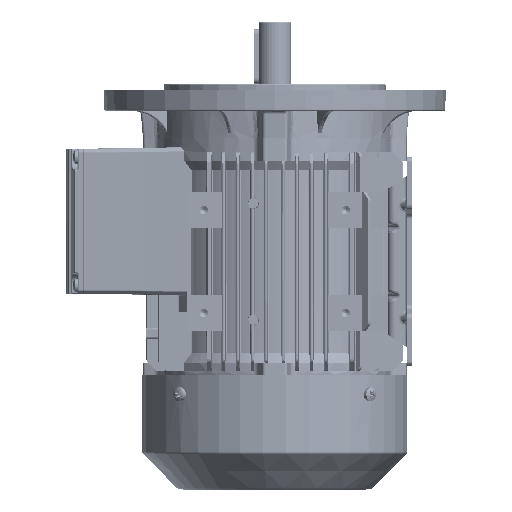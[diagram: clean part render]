
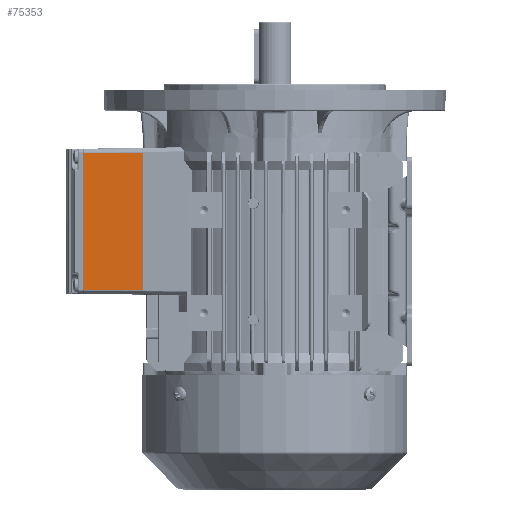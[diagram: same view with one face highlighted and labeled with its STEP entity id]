
A CAD part, left-side view. The second image highlights one B-rep face of the part: STEP entity #75353.
In plain terms, the highlighted planar face has unit normal (-1, 0.009, 0).
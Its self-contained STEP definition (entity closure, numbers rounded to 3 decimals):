
#652 = DIRECTION ( 'NONE',  ( -1., 0.009, 0. ) ) ;
#1007 = VERTEX_POINT ( 'NONE', #21949 ) ;
#1674 = DIRECTION ( 'NONE',  ( -0.009, -1., 0. ) ) ;
#3474 = EDGE_CURVE ( 'NONE', #1007, #136513, #187340, .T. ) ;
#4799 = CARTESIAN_POINT ( 'NONE',  ( -42.5, 112., 136. ) ) ;
#13762 = AXIS2_PLACEMENT_3D ( 'NONE', #4799, #652, #1674 ) ;
#14286 = CARTESIAN_POINT ( 'NONE',  ( -42.497, 112.291, 55.415 ) ) ;
#20404 = FACE_OUTER_BOUND ( 'NONE', #43410, .T. ) ;
#21949 = CARTESIAN_POINT ( 'NONE',  ( -42.803, 77., 135.712 ) ) ;
#37081 = CARTESIAN_POINT ( 'NONE',  ( -42.8, 77., 108.904 ) ) ;
#39942 = VECTOR ( 'NONE', #91526, 1000. ) ;
#43410 = EDGE_LOOP ( 'NONE', ( #66788, #155833, #67897, #156442 ) ) ;
#47225 = VECTOR ( 'NONE', #110135, 1000. ) ;
#57455 = DIRECTION ( 'NONE',  ( 0., 0., -1. ) ) ;
#61576 = CARTESIAN_POINT ( 'NONE',  ( -42.504, 111.504, 136. ) ) ;
#66788 = ORIENTED_EDGE ( 'NONE', *, *, #3474, .T. ) ;
#67897 = ORIENTED_EDGE ( 'NONE', *, *, #157902, .T. ) ;
#75353 = ADVANCED_FACE ( 'NONE', ( #20404 ), #128981, .T. ) ;
#81106 = CARTESIAN_POINT ( 'NONE',  ( -42.504, 111.504, 55.412 ) ) ;
#87811 = VERTEX_POINT ( 'NONE', #81106 ) ;
#91526 = DIRECTION ( 'NONE',  ( -0.009, -1., -0.004 ) ) ;
#107079 = CARTESIAN_POINT ( 'NONE',  ( -42.5, 111.999, 135.586 ) ) ;
#110135 = DIRECTION ( 'NONE',  ( 0.009, 1., -0.004 ) ) ;
#123051 = LINE ( 'NONE', #61576, #191561 ) ;
#128981 = PLANE ( 'NONE',  #13762 ) ;
#129954 = EDGE_CURVE ( 'NONE', #1007, #143755, #152393, .T. ) ;
#130021 = CARTESIAN_POINT ( 'NONE',  ( -42.803, 77., 135.712 ) ) ;
#136288 = EDGE_CURVE ( 'NONE', #136513, #87811, #123051, .T. ) ;
#136513 = VERTEX_POINT ( 'NONE', #144883 ) ;
#143755 = VERTEX_POINT ( 'NONE', #150797 ) ;
#144883 = CARTESIAN_POINT ( 'NONE',  ( -42.504, 111.504, 135.588 ) ) ;
#150797 = CARTESIAN_POINT ( 'NONE',  ( -42.803, 77., 55.288 ) ) ;
#152393 = B_SPLINE_CURVE_WITH_KNOTS ( 'NONE', 3,
 ( #130021, #37081, #159257, #193678 ),
 .UNSPECIFIED., .F., .F.,
 ( 4, 4 ),
 ( 0.005, 0.995 ),
 .UNSPECIFIED. ) ;
#155833 = ORIENTED_EDGE ( 'NONE', *, *, #136288, .T. ) ;
#156442 = ORIENTED_EDGE ( 'NONE', *, *, #129954, .F. ) ;
#157902 = EDGE_CURVE ( 'NONE', #87811, #143755, #169758, .T. ) ;
#159257 = CARTESIAN_POINT ( 'NONE',  ( -42.8, 77., 82.096 ) ) ;
#169758 = LINE ( 'NONE', #14286, #39942 ) ;
#187340 = LINE ( 'NONE', #107079, #47225 ) ;
#191561 = VECTOR ( 'NONE', #57455, 1000. ) ;
#193678 = CARTESIAN_POINT ( 'NONE',  ( -42.803, 77., 55.288 ) ) ;
